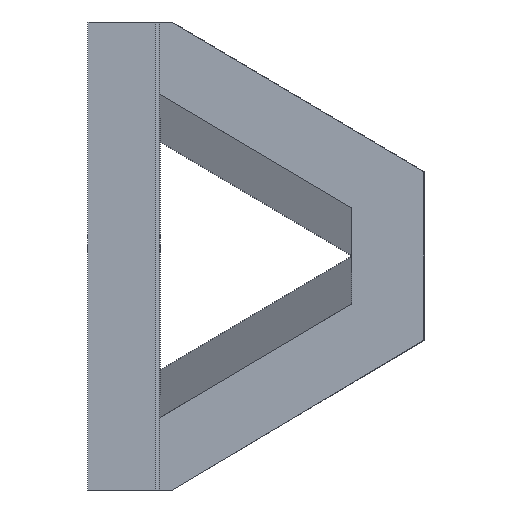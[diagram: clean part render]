
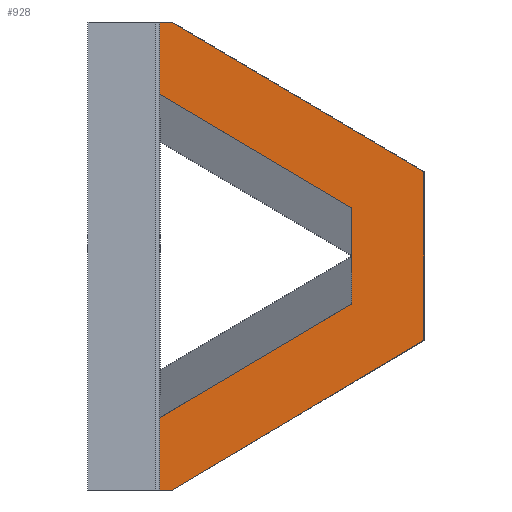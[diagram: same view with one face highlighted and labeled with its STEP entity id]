
A CAD part, left-side view. The second image highlights one B-rep face of the part: STEP entity #928.
In plain terms, the highlighted planar face has unit normal (-1, 0, 0).
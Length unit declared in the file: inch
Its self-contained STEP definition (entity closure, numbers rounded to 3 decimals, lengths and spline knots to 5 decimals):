
#6 = LINE ( 'NONE', #510, #1354 ) ;
#46 = VERTEX_POINT ( 'NONE', #955 ) ;
#56 = ORIENTED_EDGE ( 'NONE', *, *, #1263, .T. ) ;
#94 = CARTESIAN_POINT ( 'NONE',  ( -10.04688, 0., 5. ) ) ;
#134 = EDGE_CURVE ( 'NONE', #856, #593, #2228, .T. ) ;
#138 = VERTEX_POINT ( 'NONE', #3233 ) ;
#153 = LINE ( 'NONE', #1176, #3172 ) ;
#182 = VERTEX_POINT ( 'NONE', #749 ) ;
#196 = CARTESIAN_POINT ( 'NONE',  ( -10.04688, 0., 1. ) ) ;
#203 = DIRECTION ( 'NONE',  ( 0., -0.86, -0.511 ) ) ;
#224 = DIRECTION ( 'NONE',  ( 0., -0.86, 0.511 ) ) ;
#280 = DIRECTION ( 'NONE',  ( 0., 1., 0. ) ) ;
#295 = CARTESIAN_POINT ( 'NONE',  ( -10.04688, 4., -4.875 ) ) ;
#315 = CARTESIAN_POINT ( 'NONE',  ( -10.04688, -1.5, -4.875 ) ) ;
#328 = AXIS2_PLACEMENT_3D ( 'NONE', #94, #2114, #2878 ) ;
#334 = LINE ( 'NONE', #315, #3077 ) ;
#347 = LINE ( 'NONE', #1855, #1831 ) ;
#357 = ORIENTED_EDGE ( 'NONE', *, *, #2719, .F. ) ;
#510 = CARTESIAN_POINT ( 'NONE',  ( -10.04688, 3.75, -4.875 ) ) ;
#529 = LINE ( 'NONE', #2730, #1352 ) ;
#593 = VERTEX_POINT ( 'NONE', #196 ) ;
#605 = DIRECTION ( 'NONE',  ( 0., 0., -1. ) ) ;
#650 = VERTEX_POINT ( 'NONE', #2339 ) ;
#713 = VERTEX_POINT ( 'NONE', #295 ) ;
#742 = EDGE_CURVE ( 'NONE', #2703, #713, #334, .T. ) ;
#749 = CARTESIAN_POINT ( 'NONE',  ( -10.04688, 4., 3.375 ) ) ;
#754 = VERTEX_POINT ( 'NONE', #2632 ) ;
#755 = CARTESIAN_POINT ( 'NONE',  ( -10.04688, -1.5, 5. ) ) ;
#802 = CARTESIAN_POINT ( 'NONE',  ( -10.04688, 0., 1. ) ) ;
#837 = VECTOR ( 'NONE', #3022, 39.37008 ) ;
#856 = VERTEX_POINT ( 'NONE', #941 ) ;
#922 = ORIENTED_EDGE ( 'NONE', *, *, #2288, .F. ) ;
#924 = EDGE_CURVE ( 'NONE', #754, #182, #1626, .T. ) ;
#928 = ADVANCED_FACE ( 'NONE', ( #1877 ), #1850, .T. ) ;
#941 = CARTESIAN_POINT ( 'NONE',  ( -10.04688, 0., -1. ) ) ;
#955 = CARTESIAN_POINT ( 'NONE',  ( -10.04688, 4., -3.375 ) ) ;
#1001 = LINE ( 'NONE', #1746, #3193 ) ;
#1013 = CARTESIAN_POINT ( 'NONE',  ( -10.04688, 0., -1. ) ) ;
#1086 = ORIENTED_EDGE ( 'NONE', *, *, #134, .F. ) ;
#1133 = VECTOR ( 'NONE', #2762, 39.37008 ) ;
#1176 = CARTESIAN_POINT ( 'NONE',  ( -10.04688, 4., 5. ) ) ;
#1263 = EDGE_CURVE ( 'NONE', #46, #713, #153, .T. ) ;
#1352 = VECTOR ( 'NONE', #203, 39.37008 ) ;
#1354 = VECTOR ( 'NONE', #224, 39.37008 ) ;
#1408 = EDGE_CURVE ( 'NONE', #2880, #754, #347, .T. ) ;
#1456 = VECTOR ( 'NONE', #605, 39.37008 ) ;
#1518 = ORIENTED_EDGE ( 'NONE', *, *, #3088, .T. ) ;
#1626 = LINE ( 'NONE', #2392, #1456 ) ;
#1659 = VECTOR ( 'NONE', #3268, 39.37008 ) ;
#1698 = DIRECTION ( 'NONE',  ( 0., 0., -1. ) ) ;
#1746 = CARTESIAN_POINT ( 'NONE',  ( -10.04688, 0., -1. ) ) ;
#1767 = ORIENTED_EDGE ( 'NONE', *, *, #2773, .T. ) ;
#1831 = VECTOR ( 'NONE', #2593, 39.37008 ) ;
#1850 = PLANE ( 'NONE',  #328 ) ;
#1855 = CARTESIAN_POINT ( 'NONE',  ( -10.04688, -1.5, 4.875 ) ) ;
#1877 = FACE_OUTER_BOUND ( 'NONE', #2078, .T. ) ;
#2051 = ORIENTED_EDGE ( 'NONE', *, *, #2189, .F. ) ;
#2078 = EDGE_LOOP ( 'NONE', ( #922, #357, #2247, #2422, #2051, #1086, #1518, #56, #2755, #1767 ) ) ;
#2114 = DIRECTION ( 'NONE',  ( -1., 0., 0. ) ) ;
#2189 = EDGE_CURVE ( 'NONE', #593, #182, #3262, .T. ) ;
#2220 = LINE ( 'NONE', #755, #837 ) ;
#2228 = LINE ( 'NONE', #1013, #1659 ) ;
#2247 = ORIENTED_EDGE ( 'NONE', *, *, #1408, .T. ) ;
#2263 = DIRECTION ( 'NONE',  ( 0., 0.86, -0.511 ) ) ;
#2288 = EDGE_CURVE ( 'NONE', #138, #650, #2220, .T. ) ;
#2329 = CARTESIAN_POINT ( 'NONE',  ( -10.04688, 3.75, 4.875 ) ) ;
#2339 = CARTESIAN_POINT ( 'NONE',  ( -10.04688, -1.5, -1.75781 ) ) ;
#2392 = CARTESIAN_POINT ( 'NONE',  ( -10.04688, 4., 5. ) ) ;
#2422 = ORIENTED_EDGE ( 'NONE', *, *, #924, .T. ) ;
#2500 = CARTESIAN_POINT ( 'NONE',  ( -10.04688, 3.75, -4.875 ) ) ;
#2593 = DIRECTION ( 'NONE',  ( 0., 1., 0. ) ) ;
#2632 = CARTESIAN_POINT ( 'NONE',  ( -10.04688, 4., 4.875 ) ) ;
#2703 = VERTEX_POINT ( 'NONE', #2500 ) ;
#2719 = EDGE_CURVE ( 'NONE', #2880, #138, #529, .T. ) ;
#2730 = CARTESIAN_POINT ( 'NONE',  ( -10.04688, 3.75, 4.875 ) ) ;
#2755 = ORIENTED_EDGE ( 'NONE', *, *, #742, .F. ) ;
#2762 = DIRECTION ( 'NONE',  ( 0., 0.86, 0.511 ) ) ;
#2773 = EDGE_CURVE ( 'NONE', #2703, #650, #6, .T. ) ;
#2878 = DIRECTION ( 'NONE',  ( 0., 0., 1. ) ) ;
#2880 = VERTEX_POINT ( 'NONE', #2329 ) ;
#3022 = DIRECTION ( 'NONE',  ( 0., 0., -1. ) ) ;
#3077 = VECTOR ( 'NONE', #280, 39.37008 ) ;
#3088 = EDGE_CURVE ( 'NONE', #856, #46, #1001, .T. ) ;
#3172 = VECTOR ( 'NONE', #1698, 39.37008 ) ;
#3193 = VECTOR ( 'NONE', #2263, 39.37008 ) ;
#3233 = CARTESIAN_POINT ( 'NONE',  ( -10.04688, -1.5, 1.75781 ) ) ;
#3262 = LINE ( 'NONE', #802, #1133 ) ;
#3268 = DIRECTION ( 'NONE',  ( 0., 0., 1. ) ) ;
